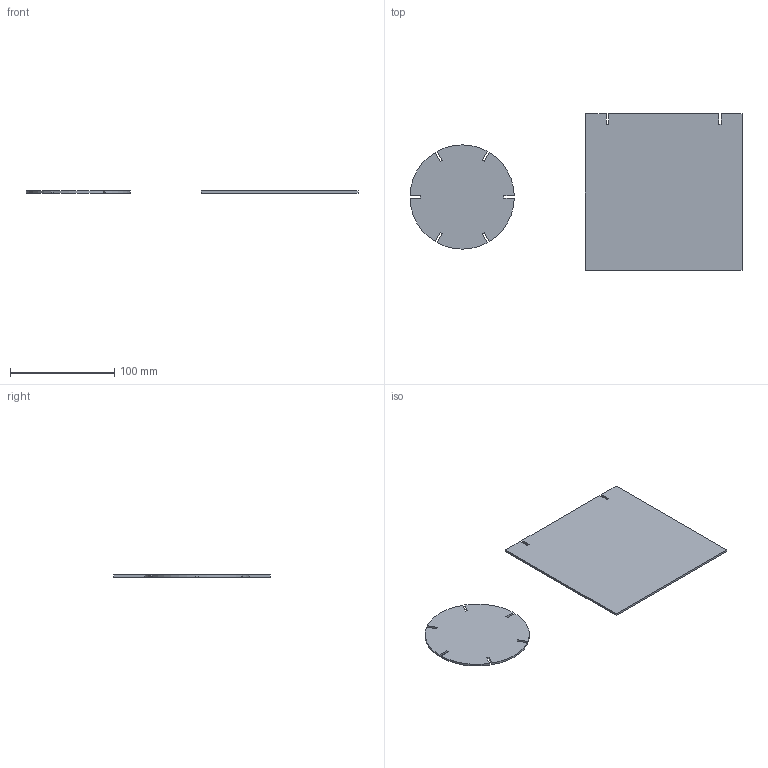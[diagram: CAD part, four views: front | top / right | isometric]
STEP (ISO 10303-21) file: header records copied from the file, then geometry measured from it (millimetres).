
FILE_DESCRIPTION( ( '' ), ' ' );
FILE_NAME( '5eea91af2a943514cdc866f3.step', '2020-06-17T21:57:05', ( '' ), ( '' ), ' ', ' ', ' ' );
FILE_SCHEMA( ( 'AUTOMOTIVE_DESIGN { 1 0 10303 214 1 1 1 1 }' ) );
Length unit declared in the file: metre
Products named in the file (2): Part 1; Part 2
Bounding box: 318.15 x 150 x 2 mm (x, y, z)
Volume: 60347.6 mm3; surface area: 62496 mm2
Topology: 2 solids, 2 shells, 40 faces, 108 edges, 72 vertices
Faces by surface type: plane 34, cylinder 6
Entity records: 1590 total; most frequent: CARTESIAN_POINT 222, ORIENTED_EDGE 216, DIRECTION 204, EDGE_CURVE 108, LINE 96, VECTOR 96, VERTEX_POINT 72, AXIS2_PLACEMENT_3D 54
